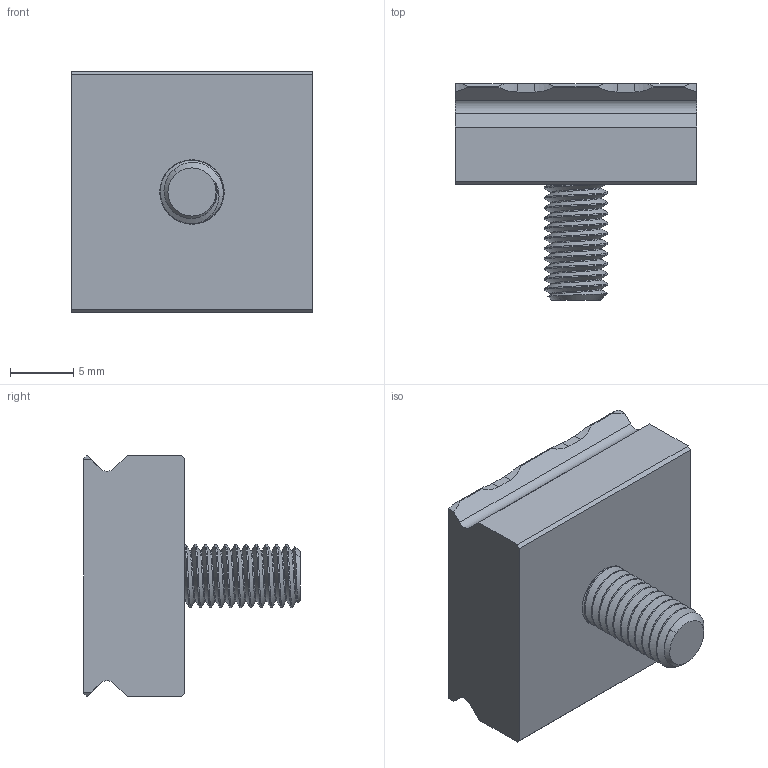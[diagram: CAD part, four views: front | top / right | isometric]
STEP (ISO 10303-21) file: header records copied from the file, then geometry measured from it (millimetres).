
FILE_DESCRIPTION (( 'STEP AP214' ), '1' );
FILE_NAME ('33075.STEP', '2016-08-09T14:25:02', ( 'Mike W' ), ( '' ), 'SwSTEP 2.0', 'SolidWorks 2016', '' );
FILE_SCHEMA (( 'AUTOMOTIVE_DESIGN' ));
Length unit declared in the file: inch
Products named in the file (3): 320751_320751; 33075; M512MM LHCS_M512MMLHCS
Assembly tree (2 placements, depth 2):
  33075
    320751_320751
    M512MM LHCS_M512MMLHCS
Bounding box: 19.05 x 17.08 x 19.05 mm (x, y, z)
Volume: 2792.9 mm3; surface area: 1992.7 mm2
Topology: 2 solids, 2 shells, 106 faces, 280 edges, 181 vertices
Faces by surface type: cylinder 51, plane 39, cone 13, bspline 3
Entity records: 5790 total; most frequent: CARTESIAN_POINT 3298, ORIENTED_EDGE 560, DIRECTION 441, EDGE_CURVE 280, VERTEX_POINT 181, AXIS2_PLACEMENT_3D 153, VECTOR 135, LINE 135
